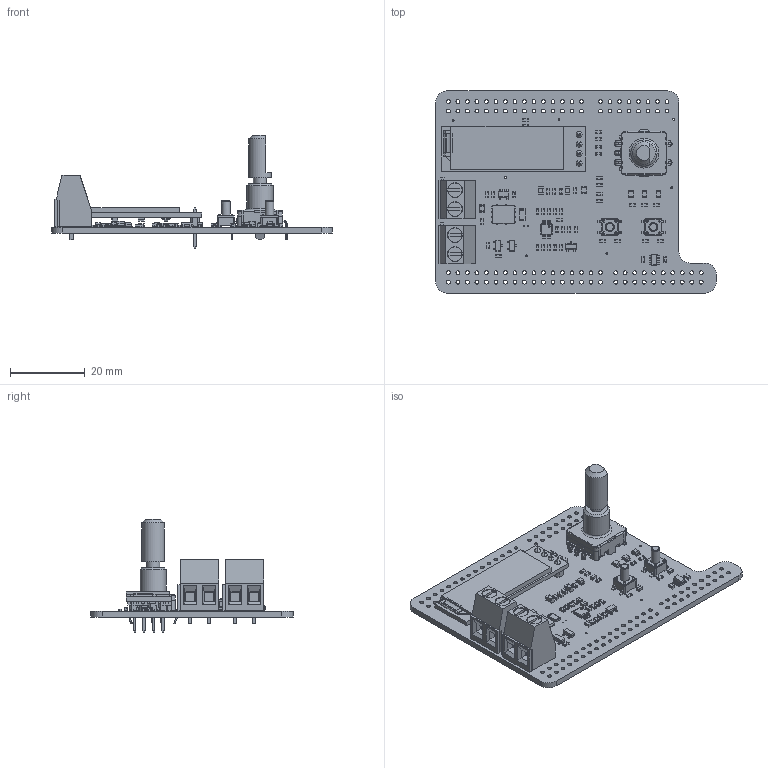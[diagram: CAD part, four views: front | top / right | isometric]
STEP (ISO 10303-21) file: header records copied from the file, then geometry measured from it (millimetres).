
FILE_DESCRIPTION(('KiCad electronic assembly'),'2;1');
FILE_NAME('bj-magistrska.step','2024-09-16T20:18:08',('Pcbnew'),('Kicad' ),'Open CASCADE STEP processor 7.8','KiCad to STEP converter', 'Unknown');
FILE_SCHEMA(('AUTOMOTIVE_DESIGN { 1 0 10303 214 1 1 1 1 }'));
Length unit declared in the file: millimetre
Products named in the file (32): bj-magistrska 1; R_0603_1608Metric; TerminalBlock_Phoenix_MKDS-1,5-2-5.08_1x02_P5.08mm_Horizontal; TerminalBlock_Phoenix_MKDS_15_2_508_1x02_P508mm_Horizontal; C_0603_1608Metric; LED_0805_2012Metric; L_0603_1608Metric; SOT-23-5; SOT_23_5; MSOP-8_3x3mm_P0.65mm; MSOP_8_3x3mm_P065mm; PowerDI5060-8; PowerDI5060-8L; 128x32-OLED; OLED 128 x 32 Display Assembly v4; SOT-23; SOT_23; R_1206_3216Metric; SOT-23-6; SOT_23_6; EC11E-15SW; EC11E-15SW v3; C_0805_2012Metric; PTS647SK70SMTR2LFS; PTS647SK70SMTR2LFS v2; _autosave-bj-magistrska_PCB
Assembly tree (93 placements, depth 3):
  bj-magistrska 1
    R_0603_1608Metric  x34
      R_0603_1608Metric
    TerminalBlock_Phoenix_MKDS-1,5-2-5.08_1x02_P5.08mm_Horizontal  x2
      TerminalBlock_Phoenix_MKDS_15_2_508_1x02_P508mm_Horizontal
    C_0603_1608Metric  x20
      C_0603_1608Metric
    LED_0805_2012Metric  x5
      LED_0805_2012Metric
    L_0603_1608Metric
      L_0603_1608Metric
    SOT-23-5
      SOT_23_5
    MSOP-8_3x3mm_P0.65mm  x2
      MSOP_8_3x3mm_P065mm
    PowerDI5060-8
      PowerDI5060-8L
    128x32-OLED
      OLED 128 x 32 Display Assembly v4
    SOT-23  x3
      SOT_23
    R_1206_3216Metric
      R_1206_3216Metric
    SOT-23-6
      SOT_23_6
    EC11E-15SW
      EC11E-15SW v3
    C_0805_2012Metric  x2
      C_0805_2012Metric
    PTS647SK70SMTR2LFS  x2
      PTS647SK70SMTR2LFS v2
    _autosave-bj-magistrska_PCB
Bounding box: 75 x 54 x 30.38 mm (x, y, z)
Volume: 10110.1 mm3; surface area: 15140.9 mm2
Topology: 139 solids, 139 shells, 4353 faces, 11181 edges, 7198 vertices
Faces by surface type: plane 3035, cylinder 1071, bspline 228, torus 13, sphere 4, cone 2
Full cylindrical faces by diameter (mm): 0.3 x18, 0.5 x10, 0.7 x8, 0.9 x4, 1 x9, 1.02 x100, 1.3 x4, 2.3 x2, 2.4 x2, 3.5 x1, 3.8 x4, 4 x5, 6 x1, 7 x1
Entity records: 73923 total; most frequent: CARTESIAN_POINT 12387, ORIENTED_EDGE 11352, DIRECTION 10849, EDGE_CURVE 5676, LINE 4585, VECTOR 4585, VERTEX_POINT 3640, AXIS2_PLACEMENT_3D 3132
